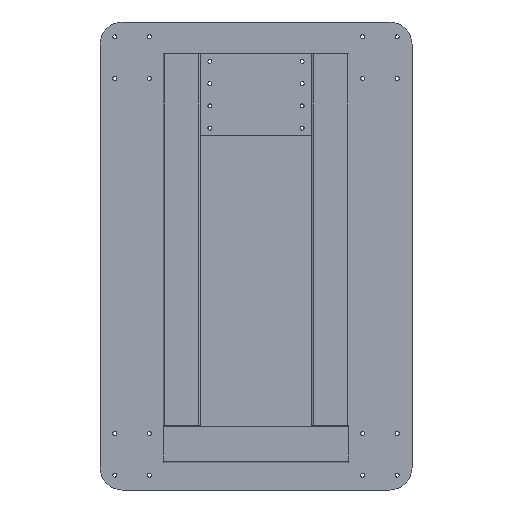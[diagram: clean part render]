
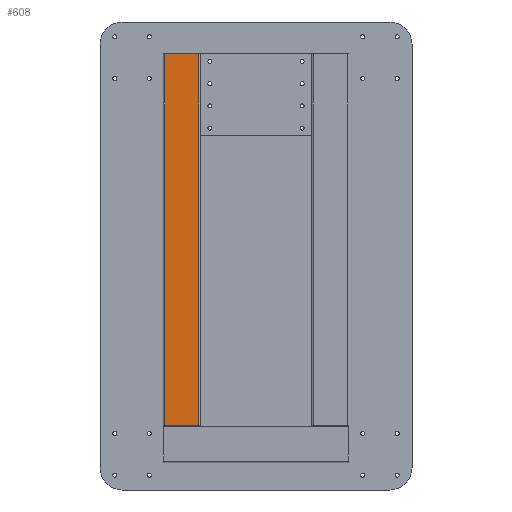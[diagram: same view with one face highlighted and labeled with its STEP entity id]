
A CAD part, front view. The second image highlights one B-rep face of the part: STEP entity #608.
In plain terms, the highlighted planar face has unit normal (0, -1, 0).
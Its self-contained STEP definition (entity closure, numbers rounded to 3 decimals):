
#174 = VECTOR ( 'NONE', #575, 1000. ) ;
#217 = VERTEX_POINT ( 'NONE', #2670 ) ;
#229 = DIRECTION ( 'NONE',  ( 1., 0., 0. ) ) ;
#316 = DIRECTION ( 'NONE',  ( 0., 0., 1. ) ) ;
#422 = LINE ( 'NONE', #673, #1929 ) ;
#575 = DIRECTION ( 'NONE',  ( 0., 0., -1. ) ) ;
#596 = CARTESIAN_POINT ( 'NONE',  ( 23., -10., 250. ) ) ;
#608 = ADVANCED_FACE ( 'NONE', ( #4300 ), #1827, .F. ) ;
#625 = VERTEX_POINT ( 'NONE', #4911 ) ;
#673 = CARTESIAN_POINT ( 'NONE',  ( -23., -10., 250. ) ) ;
#1041 = LINE ( 'NONE', #2931, #1337 ) ;
#1052 = EDGE_CURVE ( 'NONE', #625, #1545, #1041, .T. ) ;
#1105 = EDGE_CURVE ( 'NONE', #1545, #217, #4296, .T. ) ;
#1337 = VECTOR ( 'NONE', #229, 1000. ) ;
#1458 = DIRECTION ( 'NONE',  ( 0., 0., -1. ) ) ;
#1545 = VERTEX_POINT ( 'NONE', #4826 ) ;
#1696 = EDGE_CURVE ( 'NONE', #625, #2881, #422, .T. ) ;
#1767 = ORIENTED_EDGE ( 'NONE', *, *, #1696, .T. ) ;
#1827 = PLANE ( 'NONE',  #2427 ) ;
#1929 = VECTOR ( 'NONE', #1458, 1000. ) ;
#2141 = CARTESIAN_POINT ( 'NONE',  ( -23., -10., -250. ) ) ;
#2212 = EDGE_LOOP ( 'NONE', ( #3409, #3772, #3624, #1767 ) ) ;
#2427 = AXIS2_PLACEMENT_3D ( 'NONE', #2633, #3359, #316 ) ;
#2633 = CARTESIAN_POINT ( 'NONE',  ( -23., -10., 250. ) ) ;
#2670 = CARTESIAN_POINT ( 'NONE',  ( 23., -10., -250. ) ) ;
#2881 = VERTEX_POINT ( 'NONE', #4482 ) ;
#2931 = CARTESIAN_POINT ( 'NONE',  ( -23., -10., 250. ) ) ;
#2970 = VECTOR ( 'NONE', #3692, 1000. ) ;
#2979 = EDGE_CURVE ( 'NONE', #2881, #217, #4692, .T. ) ;
#3359 = DIRECTION ( 'NONE',  ( 0., 1., 0. ) ) ;
#3409 = ORIENTED_EDGE ( 'NONE', *, *, #2979, .T. ) ;
#3624 = ORIENTED_EDGE ( 'NONE', *, *, #1052, .F. ) ;
#3692 = DIRECTION ( 'NONE',  ( 1., 0., 0. ) ) ;
#3772 = ORIENTED_EDGE ( 'NONE', *, *, #1105, .F. ) ;
#4296 = LINE ( 'NONE', #596, #174 ) ;
#4300 = FACE_OUTER_BOUND ( 'NONE', #2212, .T. ) ;
#4482 = CARTESIAN_POINT ( 'NONE',  ( -23., -10., -250. ) ) ;
#4692 = LINE ( 'NONE', #2141, #2970 ) ;
#4826 = CARTESIAN_POINT ( 'NONE',  ( 23., -10., 250. ) ) ;
#4911 = CARTESIAN_POINT ( 'NONE',  ( -23., -10., 250. ) ) ;
